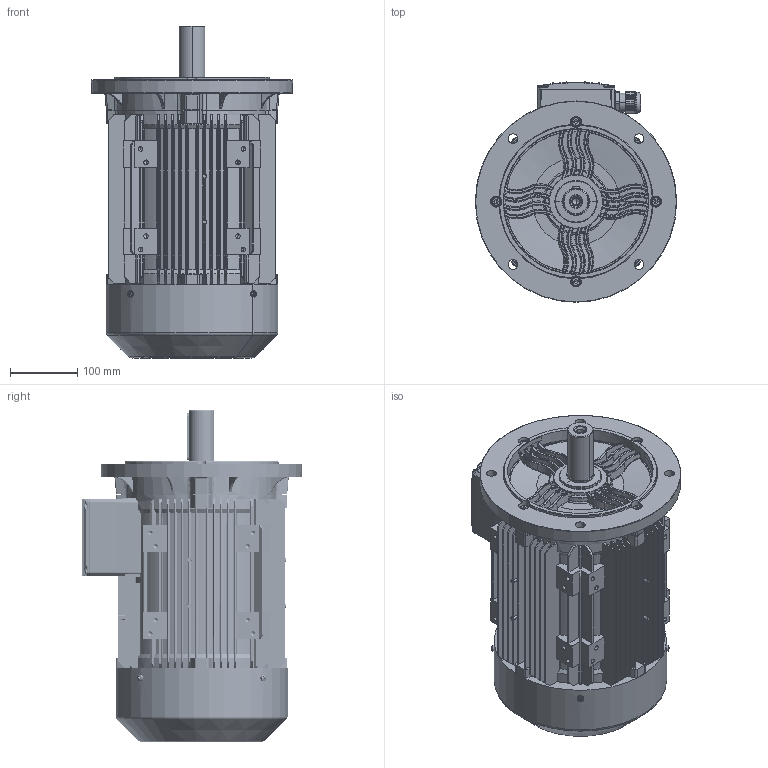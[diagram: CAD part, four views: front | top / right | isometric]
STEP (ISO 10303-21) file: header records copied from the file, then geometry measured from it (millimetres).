
FILE_DESCRIPTION (( 'STEP AP214' ), '1' );
FILE_NAME ('2EL132M6_FA_K1-A.STEP', '2019-07-17T05:36:04', ( '' ), ( '' ), 'SwSTEP 2.0', 'SolidWorks 2019', '' );
FILE_SCHEMA (( 'AUTOMOTIVE_DESIGN' ));
Length unit declared in the file: millimetre
Products named in the file (1): 2EL132M6_FA_K1-A
Bounding box: 299.96 x 328.64 x 494.62 mm (x, y, z)
Volume: 18539052.9 mm3; surface area: 1014742.3 mm2
Topology: 1 solids, 1 shells, 4907 faces, 12685 edges, 7982 vertices
Faces by surface type: plane 1698, cylinder 1479, bspline 740, torus 491, cone 466, sphere 33
Entity records: 182277 total; most frequent: CARTESIAN_POINT 70679, ORIENTED_EDGE 25112, DIRECTION 21509, EDGE_CURVE 12556, AXIS2_PLACEMENT_3D 8383, VERTEX_POINT 7982, EDGE_LOOP 5250, FACE_OUTER_BOUND 4907
